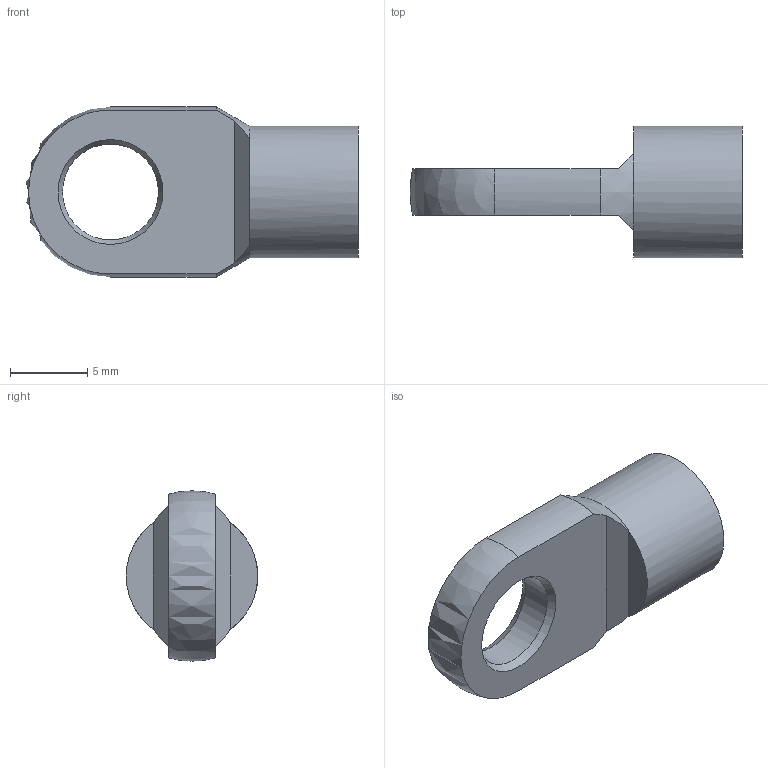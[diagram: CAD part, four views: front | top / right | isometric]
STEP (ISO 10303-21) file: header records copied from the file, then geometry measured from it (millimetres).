
FILE_DESCRIPTION(/* description */ (''),/* implementation_level */ '2;1');
FILE_NAME(/* name */ 'XX1DXXUXXM5NIRO.stp',/* time_stamp */ '2019-05-14T08:46:24+02:00',/* author */ ('CADNEU'),/* organization */ (''),/* preprocessor_version */ 'ST-DEVELOPER v16.1',/* originating_system */ 'Autodesk Inventor 2016',/* authorisation */ '');
FILE_SCHEMA (('AUTOMOTIVE_DESIGN { 1 0 10303 214 3 1 1 }'));
Length unit declared in the file: millimetre
Products named in the file (1): XX1DXXUXXM5NIRO
Bounding box: 21.46 x 8.5 x 11 mm (x, y, z)
Volume: 648.9 mm3; surface area: 708 mm2
Topology: 1 solids, 1 shells, 19 faces, 48 edges, 29 vertices
Faces by surface type: plane 7, cone 6, cylinder 5, sphere 1
Full cylindrical faces by diameter (mm): 4.134 x1, 6.2 x1, 8.5 x1
Entity records: 506 total; most frequent: DIRECTION 92, CARTESIAN_POINT 86, ORIENTED_EDGE 68, AXIS2_PLACEMENT_3D 42, EDGE_CURVE 34, EDGE_LOOP 28, VERTEX_POINT 24, ADVANCED_FACE 19
